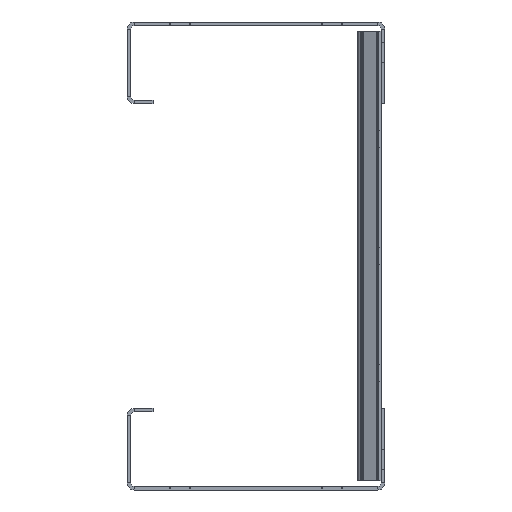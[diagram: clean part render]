
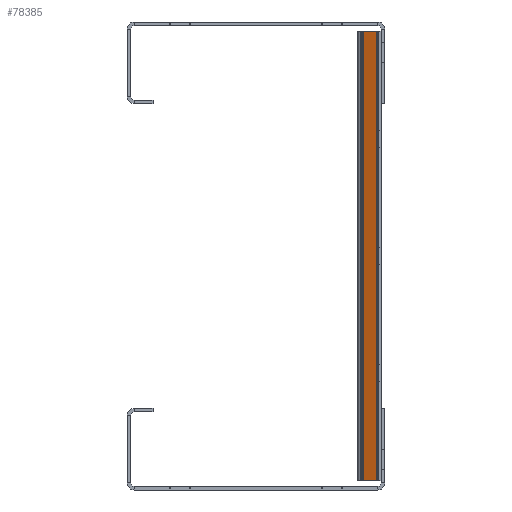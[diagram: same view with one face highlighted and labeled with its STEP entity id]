
A CAD part, left-side view. The second image highlights one B-rep face of the part: STEP entity #78385.
In plain terms, the highlighted planar face has unit normal (-0.94, 0.342, 0).
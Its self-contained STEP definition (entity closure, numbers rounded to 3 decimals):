
#52584=DIRECTION('',(0.,0.,1.));
#52585=VECTOR('',#52584,192.);
#52586=CARTESIAN_POINT('',(-1410.464,1.858,-96.));
#52587=LINE('',#52586,#52585);
#52592=DIRECTION('',(0.,0.,1.));
#52593=VECTOR('',#52592,192.);
#52594=CARTESIAN_POINT('',(-1408.027,8.552,-96.));
#52595=LINE('',#52594,#52593);
#55732=DIRECTION('',(-0.342,-0.94,0.));
#55733=VECTOR('',#55732,7.124);
#55734=CARTESIAN_POINT('',(-1408.027,8.552,-96.));
#55735=LINE('',#55734,#55733);
#55770=DIRECTION('',(-0.342,-0.94,0.));
#55771=VECTOR('',#55770,7.124);
#55772=CARTESIAN_POINT('',(-1408.027,8.552,96.));
#55773=LINE('',#55772,#55771);
#63368=CARTESIAN_POINT('',(-1408.027,8.552,-96.));
#63369=VERTEX_POINT('',#63368);
#63370=CARTESIAN_POINT('',(-1410.464,1.858,-96.));
#63371=VERTEX_POINT('',#63370);
#66960=CARTESIAN_POINT('',(-1408.027,8.552,96.));
#66961=VERTEX_POINT('',#66960);
#66962=CARTESIAN_POINT('',(-1410.464,1.858,96.));
#66963=VERTEX_POINT('',#66962);
#78371=CARTESIAN_POINT('',(-1408.027,8.552,-305.));
#78372=DIRECTION('',(-0.94,0.342,0.));
#78373=DIRECTION('',(-0.342,-0.94,0.));
#78374=AXIS2_PLACEMENT_3D('',#78371,#78372,#78373);
#78375=PLANE('',#78374);
#78377=ORIENTED_EDGE('',*,*,#78376,.T.);
#78379=ORIENTED_EDGE('',*,*,#78378,.T.);
#78380=ORIENTED_EDGE('',*,*,#78361,.F.);
#78382=ORIENTED_EDGE('',*,*,#78381,.F.);
#78383=EDGE_LOOP('',(#78377,#78379,#78380,#78382));
#78384=FACE_OUTER_BOUND('',#78383,.F.);
#78385=ADVANCED_FACE('',(#78384),#78375,.T.);
#78361=EDGE_CURVE('',#63371,#66963,#52587,.T.);
#78376=EDGE_CURVE('',#63369,#66961,#52595,.T.);
#78378=EDGE_CURVE('',#66961,#66963,#55773,.T.);
#78381=EDGE_CURVE('',#63369,#63371,#55735,.T.);
